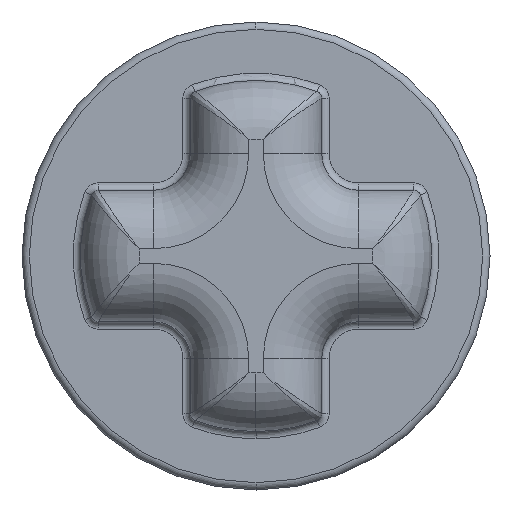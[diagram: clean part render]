
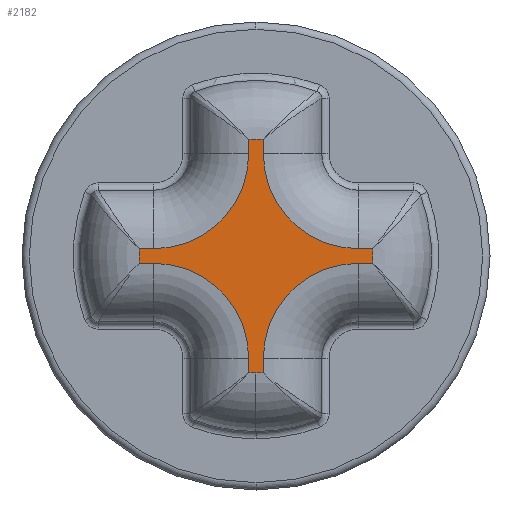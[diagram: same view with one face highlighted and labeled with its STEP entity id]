
A CAD part, left-side view. The second image highlights one B-rep face of the part: STEP entity #2182.
In plain terms, the highlighted planar face has unit normal (-1, 0, 0).
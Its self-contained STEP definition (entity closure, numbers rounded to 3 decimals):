
#14 = AXIS2_PLACEMENT_3D ( 'NONE', #1444, #1265, #34 ) ;
#24 = CIRCLE ( 'NONE', #2283, 1.3 ) ;
#33 = ORIENTED_EDGE ( 'NONE', *, *, #707, .T. ) ;
#34 = DIRECTION ( 'NONE',  ( 0., 0., -1. ) ) ;
#53 = ORIENTED_EDGE ( 'NONE', *, *, #608, .T. ) ;
#66 = EDGE_CURVE ( 'NONE', #1375, #1275, #872, .T. ) ;
#86 = ORIENTED_EDGE ( 'NONE', *, *, #528, .T. ) ;
#96 = LINE ( 'NONE', #2137, #1639 ) ;
#121 = CIRCLE ( 'NONE', #2348, 1.3 ) ;
#251 = CIRCLE ( 'NONE', #1581, 1.3 ) ;
#254 = DIRECTION ( 'NONE',  ( -1., 0., 0. ) ) ;
#280 = VERTEX_POINT ( 'NONE', #1399 ) ;
#293 = ORIENTED_EDGE ( 'NONE', *, *, #857, .T. ) ;
#352 = CARTESIAN_POINT ( 'NONE',  ( 0., -0.1, 0. ) ) ;
#372 = VECTOR ( 'NONE', #1414, 1000. ) ;
#383 = DIRECTION ( 'NONE',  ( 1., 0., 0. ) ) ;
#400 = LINE ( 'NONE', #1475, #1867 ) ;
#457 = EDGE_CURVE ( 'NONE', #1275, #1926, #2207, .T. ) ;
#470 = VERTEX_POINT ( 'NONE', #2326 ) ;
#480 = EDGE_CURVE ( 'NONE', #1926, #280, #639, .T. ) ;
#485 = CARTESIAN_POINT ( 'NONE',  ( 0., 0.1, 1.597 ) ) ;
#488 = ORIENTED_EDGE ( 'NONE', *, *, #626, .T. ) ;
#493 = EDGE_CURVE ( 'NONE', #280, #2384, #96, .T. ) ;
#509 = LINE ( 'NONE', #1772, #2536 ) ;
#528 = EDGE_CURVE ( 'NONE', #2384, #2345, #2138, .T. ) ;
#569 = EDGE_CURVE ( 'NONE', #2345, #1240, #509, .T. ) ;
#581 = EDGE_CURVE ( 'NONE', #1240, #1683, #24, .T. ) ;
#582 = DIRECTION ( 'NONE',  ( 0., 1., 0. ) ) ;
#608 = EDGE_CURVE ( 'NONE', #1683, #1425, #930, .T. ) ;
#626 = EDGE_CURVE ( 'NONE', #1425, #1129, #1342, .T. ) ;
#627 = DIRECTION ( 'NONE',  ( 0., 0., -1. ) ) ;
#639 = CIRCLE ( 'NONE', #1637, 1.3 ) ;
#641 = CARTESIAN_POINT ( 'NONE',  ( 0., 0.1, 0. ) ) ;
#654 = AXIS2_PLACEMENT_3D ( 'NONE', #2204, #1049, #2393 ) ;
#672 = EDGE_CURVE ( 'NONE', #1129, #470, #2344, .T. ) ;
#692 = EDGE_CURVE ( 'NONE', #470, #1553, #251, .T. ) ;
#707 = EDGE_CURVE ( 'NONE', #1553, #1956, #2237, .T. ) ;
#723 = EDGE_CURVE ( 'NONE', #1956, #2370, #1733, .T. ) ;
#765 = EDGE_CURVE ( 'NONE', #2370, #2254, #2110, .T. ) ;
#777 = EDGE_CURVE ( 'NONE', #2254, #2116, #121, .T. ) ;
#786 = DIRECTION ( 'NONE',  ( -1., 0., 0. ) ) ;
#845 = DIRECTION ( 'NONE',  ( 1., 0., 0. ) ) ;
#857 = EDGE_CURVE ( 'NONE', #2116, #1312, #400, .T. ) ;
#858 = CARTESIAN_POINT ( 'NONE',  ( 0., 1.4, 1.4 ) ) ;
#872 = CIRCLE ( 'NONE', #1480, 1.6 ) ;
#883 = DIRECTION ( 'NONE',  ( 0., 0., -1. ) ) ;
#888 = CARTESIAN_POINT ( 'NONE',  ( 0., -0.1, 1.4 ) ) ;
#896 = EDGE_CURVE ( 'NONE', #1312, #1375, #2373, .T. ) ;
#926 = ORIENTED_EDGE ( 'NONE', *, *, #896, .T. ) ;
#930 = LINE ( 'NONE', #2561, #372 ) ;
#936 = ORIENTED_EDGE ( 'NONE', *, *, #569, .T. ) ;
#978 = DIRECTION ( 'NONE',  ( 0., -1., 0. ) ) ;
#981 = ORIENTED_EDGE ( 'NONE', *, *, #480, .T. ) ;
#1049 = DIRECTION ( 'NONE',  ( -1., 0., 0. ) ) ;
#1070 = DIRECTION ( 'NONE',  ( 0., 0., -1. ) ) ;
#1129 = VERTEX_POINT ( 'NONE', #485 ) ;
#1139 = CARTESIAN_POINT ( 'NONE',  ( 0., 0., 0. ) ) ;
#1189 = DIRECTION ( 'NONE',  ( 1., 0., 0. ) ) ;
#1208 = VECTOR ( 'NONE', #1836, 1000. ) ;
#1232 = CARTESIAN_POINT ( 'NONE',  ( 0., -1.597, -0.1 ) ) ;
#1233 = CARTESIAN_POINT ( 'NONE',  ( 0., -0.1, -1.597 ) ) ;
#1240 = VERTEX_POINT ( 'NONE', #1611 ) ;
#1245 = CARTESIAN_POINT ( 'NONE',  ( 0., 0., -0.1 ) ) ;
#1265 = DIRECTION ( 'NONE',  ( 1., 0., 0. ) ) ;
#1267 = CARTESIAN_POINT ( 'NONE',  ( 0., 0., -1.6 ) ) ;
#1275 = VERTEX_POINT ( 'NONE', #1233 ) ;
#1282 = ORIENTED_EDGE ( 'NONE', *, *, #457, .T. ) ;
#1312 = VERTEX_POINT ( 'NONE', #1445 ) ;
#1330 = DIRECTION ( 'NONE',  ( 0., 0., -1. ) ) ;
#1342 = CIRCLE ( 'NONE', #654, 1.6 ) ;
#1343 = ORIENTED_EDGE ( 'NONE', *, *, #672, .T. ) ;
#1375 = VERTEX_POINT ( 'NONE', #1267 ) ;
#1399 = CARTESIAN_POINT ( 'NONE',  ( 0., -1.4, -0.1 ) ) ;
#1414 = DIRECTION ( 'NONE',  ( 0., 0., 1. ) ) ;
#1417 = ORIENTED_EDGE ( 'NONE', *, *, #581, .T. ) ;
#1425 = VERTEX_POINT ( 'NONE', #1479 ) ;
#1444 = CARTESIAN_POINT ( 'NONE',  ( 0., 0., 0. ) ) ;
#1445 = CARTESIAN_POINT ( 'NONE',  ( 0., 0.1, -1.597 ) ) ;
#1463 = EDGE_LOOP ( 'NONE', ( #1282, #981, #2487, #86, #936, #1417, #53, #488, #1343, #1568, #33, #2077, #1489, #1743, #293, #926, #2422 ) ) ;
#1471 = CARTESIAN_POINT ( 'NONE',  ( 0., 0., 0. ) ) ;
#1475 = CARTESIAN_POINT ( 'NONE',  ( 0., 0.1, 0. ) ) ;
#1479 = CARTESIAN_POINT ( 'NONE',  ( 0., -0.1, 1.597 ) ) ;
#1480 = AXIS2_PLACEMENT_3D ( 'NONE', #2416, #2383, #2356 ) ;
#1489 = ORIENTED_EDGE ( 'NONE', *, *, #765, .T. ) ;
#1553 = VERTEX_POINT ( 'NONE', #1688 ) ;
#1568 = ORIENTED_EDGE ( 'NONE', *, *, #692, .T. ) ;
#1569 = CARTESIAN_POINT ( 'NONE',  ( 0., 1.4, -0.1 ) ) ;
#1581 = AXIS2_PLACEMENT_3D ( 'NONE', #858, #2219, #1070 ) ;
#1586 = CARTESIAN_POINT ( 'NONE',  ( 0., -1.597, 0.1 ) ) ;
#1589 = CARTESIAN_POINT ( 'NONE',  ( 0., -1.4, 1.4 ) ) ;
#1598 = VECTOR ( 'NONE', #2198, 1000. ) ;
#1610 = CARTESIAN_POINT ( 'NONE',  ( 0., 0.1, -1.4 ) ) ;
#1611 = CARTESIAN_POINT ( 'NONE',  ( 0., -1.4, 0.1 ) ) ;
#1637 = AXIS2_PLACEMENT_3D ( 'NONE', #2332, #1189, #2529 ) ;
#1639 = VECTOR ( 'NONE', #978, 1000. ) ;
#1662 = DIRECTION ( 'NONE',  ( 0., 0., -1. ) ) ;
#1677 = AXIS2_PLACEMENT_3D ( 'NONE', #1139, #2480, #1330 ) ;
#1683 = VERTEX_POINT ( 'NONE', #888 ) ;
#1688 = CARTESIAN_POINT ( 'NONE',  ( 0., 1.4, 0.1 ) ) ;
#1707 = VECTOR ( 'NONE', #2316, 1000. ) ;
#1733 = CIRCLE ( 'NONE', #1962, 1.6 ) ;
#1743 = ORIENTED_EDGE ( 'NONE', *, *, #777, .T. ) ;
#1772 = CARTESIAN_POINT ( 'NONE',  ( 0., 0., 0.1 ) ) ;
#1778 = VECTOR ( 'NONE', #627, 1000. ) ;
#1785 = DIRECTION ( 'NONE',  ( 0., 0., -1. ) ) ;
#1836 = DIRECTION ( 'NONE',  ( 0., 1., 0. ) ) ;
#1862 = FACE_OUTER_BOUND ( 'NONE', #1463, .T. ) ;
#1867 = VECTOR ( 'NONE', #883, 1000. ) ;
#1885 = AXIS2_PLACEMENT_3D ( 'NONE', #1959, #786, #2151 ) ;
#1894 = CARTESIAN_POINT ( 'NONE',  ( 0., -0.1, -1.4 ) ) ;
#1904 = CARTESIAN_POINT ( 'NONE',  ( 0., 1.597, 0.1 ) ) ;
#1926 = VERTEX_POINT ( 'NONE', #1894 ) ;
#1956 = VERTEX_POINT ( 'NONE', #1904 ) ;
#1959 = CARTESIAN_POINT ( 'NONE',  ( 0., 0., 0. ) ) ;
#1962 = AXIS2_PLACEMENT_3D ( 'NONE', #1471, #254, #1662 ) ;
#2011 = CARTESIAN_POINT ( 'NONE',  ( 0., 1.4, -1.4 ) ) ;
#2030 = CARTESIAN_POINT ( 'NONE',  ( 0., 0., 0.1 ) ) ;
#2077 = ORIENTED_EDGE ( 'NONE', *, *, #723, .T. ) ;
#2110 = LINE ( 'NONE', #1245, #1598 ) ;
#2116 = VERTEX_POINT ( 'NONE', #1610 ) ;
#2137 = CARTESIAN_POINT ( 'NONE',  ( 0., 0., -0.1 ) ) ;
#2138 = CIRCLE ( 'NONE', #1885, 1.6 ) ;
#2151 = DIRECTION ( 'NONE',  ( 0., 0., -1. ) ) ;
#2182 = ADVANCED_FACE ( 'NONE', ( #1862 ), #2406, .F. ) ;
#2198 = DIRECTION ( 'NONE',  ( 0., -1., 0. ) ) ;
#2204 = CARTESIAN_POINT ( 'NONE',  ( 0., 0., 0. ) ) ;
#2207 = LINE ( 'NONE', #352, #1707 ) ;
#2209 = DIRECTION ( 'NONE',  ( 0., 0., -1. ) ) ;
#2219 = DIRECTION ( 'NONE',  ( 1., 0., 0. ) ) ;
#2237 = LINE ( 'NONE', #2030, #1208 ) ;
#2254 = VERTEX_POINT ( 'NONE', #1569 ) ;
#2283 = AXIS2_PLACEMENT_3D ( 'NONE', #1589, #383, #1785 ) ;
#2316 = DIRECTION ( 'NONE',  ( 0., 0., 1. ) ) ;
#2326 = CARTESIAN_POINT ( 'NONE',  ( 0., 0.1, 1.4 ) ) ;
#2332 = CARTESIAN_POINT ( 'NONE',  ( 0., -1.4, -1.4 ) ) ;
#2344 = LINE ( 'NONE', #641, #1778 ) ;
#2345 = VERTEX_POINT ( 'NONE', #1586 ) ;
#2348 = AXIS2_PLACEMENT_3D ( 'NONE', #2011, #845, #2209 ) ;
#2356 = DIRECTION ( 'NONE',  ( 0., 0., -1. ) ) ;
#2364 = CARTESIAN_POINT ( 'NONE',  ( 0., 1.597, -0.1 ) ) ;
#2370 = VERTEX_POINT ( 'NONE', #2364 ) ;
#2373 = CIRCLE ( 'NONE', #1677, 1.6 ) ;
#2383 = DIRECTION ( 'NONE',  ( -1., 0., 0. ) ) ;
#2384 = VERTEX_POINT ( 'NONE', #1232 ) ;
#2393 = DIRECTION ( 'NONE',  ( 0., 0., -1. ) ) ;
#2406 = PLANE ( 'NONE',  #14 ) ;
#2416 = CARTESIAN_POINT ( 'NONE',  ( 0., 0., 0. ) ) ;
#2422 = ORIENTED_EDGE ( 'NONE', *, *, #66, .T. ) ;
#2480 = DIRECTION ( 'NONE',  ( -1., 0., 0. ) ) ;
#2487 = ORIENTED_EDGE ( 'NONE', *, *, #493, .T. ) ;
#2529 = DIRECTION ( 'NONE',  ( 0., 0., -1. ) ) ;
#2536 = VECTOR ( 'NONE', #582, 1000. ) ;
#2561 = CARTESIAN_POINT ( 'NONE',  ( 0., -0.1, 0. ) ) ;
